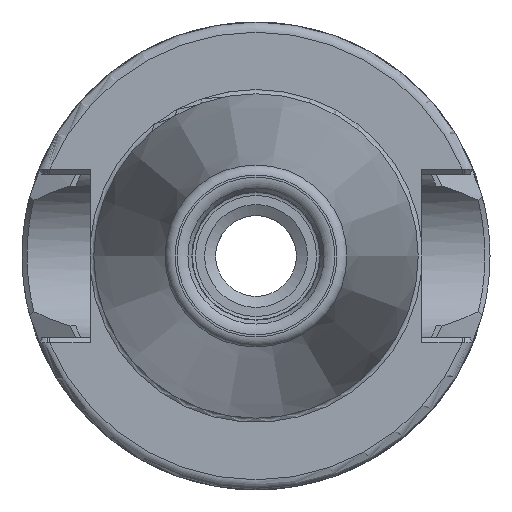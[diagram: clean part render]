
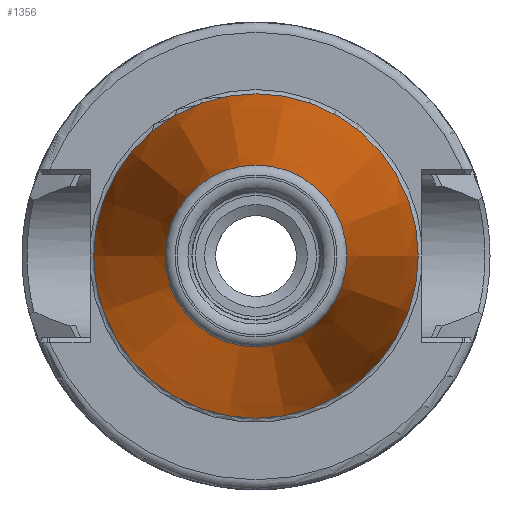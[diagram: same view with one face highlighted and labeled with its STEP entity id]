
A CAD part, left-side view. The second image highlights one B-rep face of the part: STEP entity #1356.
In plain terms, the highlighted conical face has half-angle 8.297 degrees and reference radius 12.445 mm.
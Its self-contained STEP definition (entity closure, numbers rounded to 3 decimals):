
#187=FACE_OUTER_BOUND('',#262,.T.);
#262=EDGE_LOOP('',(#1196,#1197,#1198,#1199,#1200,#1201,#1202));
#337=LINE('',#2971,#402);
#402=VECTOR('',#1843,12.445);
#473=CIRCLE('',#1501,8.941);
#474=CIRCLE('',#1502,8.941);
#475=CIRCLE('',#1503,8.941);
#477=CIRCLE('',#1506,15.948);
#478=CIRCLE('',#1507,15.948);
#628=VERTEX_POINT('',#2959);
#629=VERTEX_POINT('',#2960);
#630=VERTEX_POINT('',#2962);
#631=VERTEX_POINT('',#2967);
#632=VERTEX_POINT('',#2968);
#827=EDGE_CURVE('',#628,#629,#473,.T.);
#828=EDGE_CURVE('',#630,#628,#474,.T.);
#829=EDGE_CURVE('',#629,#630,#475,.T.);
#831=EDGE_CURVE('',#631,#632,#477,.T.);
#832=EDGE_CURVE('',#632,#631,#478,.T.);
#833=EDGE_CURVE('',#632,#630,#337,.T.);
#1196=ORIENTED_EDGE('',*,*,#831,.F.);
#1197=ORIENTED_EDGE('',*,*,#832,.F.);
#1198=ORIENTED_EDGE('',*,*,#833,.T.);
#1199=ORIENTED_EDGE('',*,*,#828,.T.);
#1200=ORIENTED_EDGE('',*,*,#827,.T.);
#1201=ORIENTED_EDGE('',*,*,#829,.T.);
#1202=ORIENTED_EDGE('',*,*,#833,.F.);
#1296=CONICAL_SURFACE('',#1505,12.445,0.145);
#1356=ADVANCED_FACE('',(#187),#1296,.T.);
#1501=AXIS2_PLACEMENT_3D('',#2961,#1829,#1830);
#1502=AXIS2_PLACEMENT_3D('',#2963,#1831,#1832);
#1503=AXIS2_PLACEMENT_3D('',#2964,#1833,#1834);
#1505=AXIS2_PLACEMENT_3D('',#2966,#1837,#1838);
#1506=AXIS2_PLACEMENT_3D('',#2969,#1839,#1840);
#1507=AXIS2_PLACEMENT_3D('',#2970,#1841,#1842);
#1829=DIRECTION('center_axis',(1.,0.,0.));
#1830=DIRECTION('ref_axis',(0.,0.,-1.));
#1831=DIRECTION('center_axis',(1.,0.,0.));
#1832=DIRECTION('ref_axis',(0.,0.,-1.));
#1833=DIRECTION('center_axis',(1.,0.,0.));
#1834=DIRECTION('ref_axis',(0.,0.,-1.));
#1837=DIRECTION('center_axis',(1.,0.,0.));
#1838=DIRECTION('ref_axis',(0.,1.,0.));
#1839=DIRECTION('center_axis',(1.,0.,0.));
#1840=DIRECTION('ref_axis',(0.,0.,-1.));
#1841=DIRECTION('center_axis',(1.,0.,0.));
#1842=DIRECTION('ref_axis',(0.,0.,-1.));
#1843=DIRECTION('',(-0.99,0.144,0.));
#2959=CARTESIAN_POINT('',(-47.944,8.941,0.));
#2960=CARTESIAN_POINT('',(-47.944,0.,8.941));
#2961=CARTESIAN_POINT('Origin',(-47.944,0.,
0.));
#2962=CARTESIAN_POINT('',(-47.944,-8.941,0.));
#2963=CARTESIAN_POINT('Origin',(-47.944,0.,
0.));
#2964=CARTESIAN_POINT('Origin',(-47.944,0.,
0.));
#2966=CARTESIAN_POINT('Origin',(-23.922,0.,
0.));
#2967=CARTESIAN_POINT('',(0.1,15.948,0.));
#2968=CARTESIAN_POINT('',(0.1,-15.948,0.));
#2969=CARTESIAN_POINT('Origin',(0.1,0.,
0.));
#2970=CARTESIAN_POINT('Origin',(0.1,0.,
0.));
#2971=CARTESIAN_POINT('',(-23.922,-12.445,0.));
